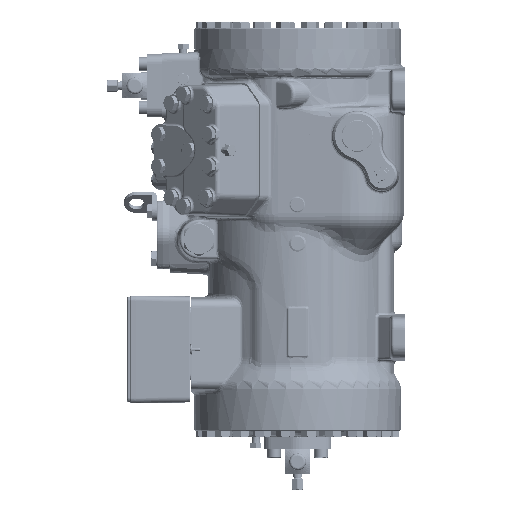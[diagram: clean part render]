
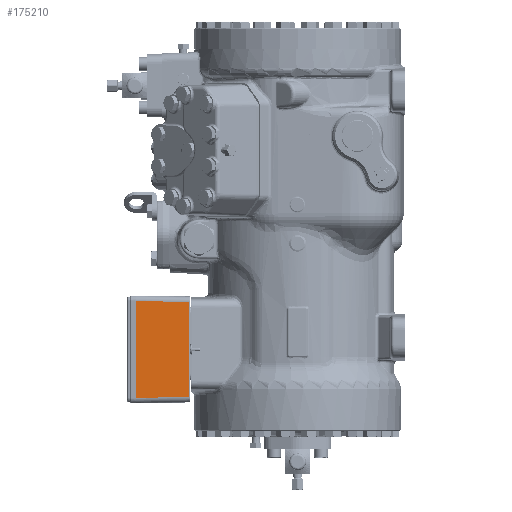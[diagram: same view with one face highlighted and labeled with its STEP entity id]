
A CAD part, left-side view. The second image highlights one B-rep face of the part: STEP entity #175210.
In plain terms, the highlighted planar face has unit normal (-1, -0.018, 0).
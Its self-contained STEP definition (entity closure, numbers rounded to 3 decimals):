
#5193 = EDGE_CURVE ( 'NONE', #12537, #23004, #24692, .T. ) ;
#8774 = CARTESIAN_POINT ( 'NONE',  ( -113.891, 128.383, -299.608 ) ) ;
#10148 = DIRECTION ( 'NONE',  ( 0., 0., -1. ) ) ;
#12537 = VERTEX_POINT ( 'NONE', #145380 ) ;
#19869 = CARTESIAN_POINT ( 'NONE',  ( -114.991, 191.4, -413.492 ) ) ;
#23004 = VERTEX_POINT ( 'NONE', #8774 ) ;
#23462 = DIRECTION ( 'NONE',  ( 0.017, -1., -0.017 ) ) ;
#24692 = LINE ( 'NONE', #193627, #206763 ) ;
#24752 = LINE ( 'NONE', #19869, #211522 ) ;
#29932 = CARTESIAN_POINT ( 'NONE',  ( -113.891, 128.383, -292. ) ) ;
#34574 = CARTESIAN_POINT ( 'NONE',  ( -114.991, 191.4, -413.492 ) ) ;
#41784 = PLANE ( 'NONE',  #170242 ) ;
#69863 = VECTOR ( 'NONE', #162897, 1000. ) ;
#71501 = VECTOR ( 'NONE', #10148, 1000. ) ;
#74688 = CARTESIAN_POINT ( 'NONE',  ( -114.991, 191.4, -292. ) ) ;
#75049 = EDGE_CURVE ( 'NONE', #12537, #235072, #169231, .T. ) ;
#75365 = CARTESIAN_POINT ( 'NONE',  ( -115., 191.9, -292. ) ) ;
#76704 = ORIENTED_EDGE ( 'NONE', *, *, #75049, .T. ) ;
#76842 = DIRECTION ( 'NONE',  ( 0.017, -1., 0.017 ) ) ;
#83895 = EDGE_CURVE ( 'NONE', #235072, #173978, #24752, .T. ) ;
#84198 = ORIENTED_EDGE ( 'NONE', *, *, #5193, .F. ) ;
#89395 = LINE ( 'NONE', #29932, #69863 ) ;
#92173 = EDGE_CURVE ( 'NONE', #23004, #173978, #89395, .T. ) ;
#117496 = DIRECTION ( 'NONE',  ( 0.017, -1., 0. ) ) ;
#145380 = CARTESIAN_POINT ( 'NONE',  ( -114.991, 191.4, -298.508 ) ) ;
#150023 = DIRECTION ( 'NONE',  ( -1., -0.017, 0. ) ) ;
#156864 = ORIENTED_EDGE ( 'NONE', *, *, #92173, .F. ) ;
#157701 = CARTESIAN_POINT ( 'NONE',  ( -113.891, 128.383, -412.392 ) ) ;
#162897 = DIRECTION ( 'NONE',  ( 0., 0., -1. ) ) ;
#169231 = LINE ( 'NONE', #74688, #71501 ) ;
#170242 = AXIS2_PLACEMENT_3D ( 'NONE', #75365, #150023, #117496 ) ;
#173978 = VERTEX_POINT ( 'NONE', #157701 ) ;
#175210 = ADVANCED_FACE ( 'NONE', ( #188525 ), #41784, .T. ) ;
#188525 = FACE_OUTER_BOUND ( 'NONE', #200059, .T. ) ;
#193627 = CARTESIAN_POINT ( 'NONE',  ( -115.002, 192.013, -298.497 ) ) ;
#200059 = EDGE_LOOP ( 'NONE', ( #84198, #76704, #204928, #156864 ) ) ;
#204928 = ORIENTED_EDGE ( 'NONE', *, *, #83895, .T. ) ;
#206763 = VECTOR ( 'NONE', #23462, 1000. ) ;
#211522 = VECTOR ( 'NONE', #76842, 1000. ) ;
#235072 = VERTEX_POINT ( 'NONE', #34574 ) ;
